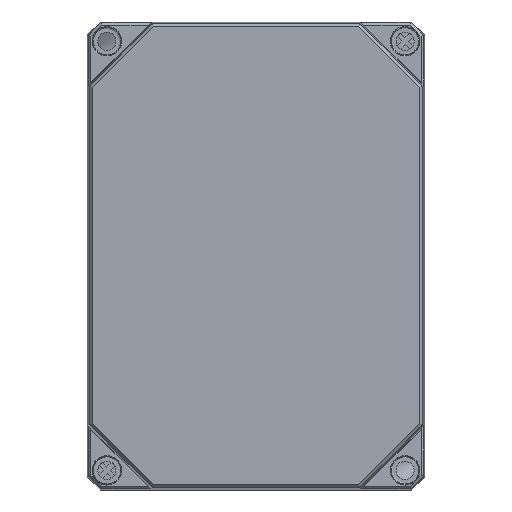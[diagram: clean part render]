
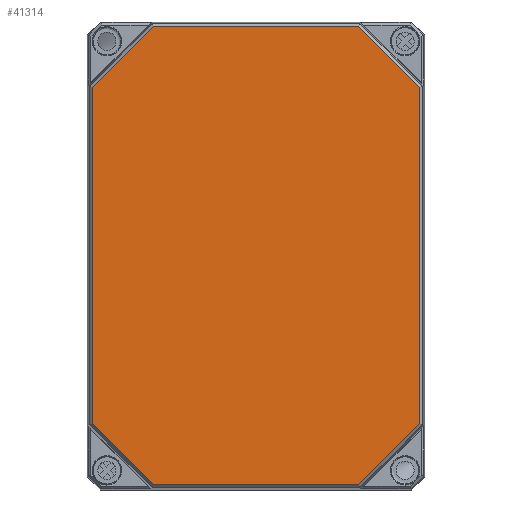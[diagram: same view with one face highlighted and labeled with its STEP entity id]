
A CAD part, top view. The second image highlights one B-rep face of the part: STEP entity #41314.
In plain terms, the highlighted planar face has unit normal (0, 0, 1).
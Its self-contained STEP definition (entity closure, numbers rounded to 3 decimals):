
#2994=PLANE('',#45197);
#5971=LINE('',#77319,#9078);
#5975=LINE('',#77325,#9082);
#5977=LINE('',#77329,#9084);
#5980=LINE('',#77334,#9087);
#5982=LINE('',#77338,#9089);
#5985=LINE('',#77343,#9092);
#5987=LINE('',#77347,#9094);
#5990=LINE('',#77351,#9097);
#9078=VECTOR('',#55586,10.);
#9082=VECTOR('',#55592,10.);
#9084=VECTOR('',#55596,10.);
#9087=VECTOR('',#55601,10.);
#9089=VECTOR('',#55605,10.);
#9092=VECTOR('',#55610,10.);
#9094=VECTOR('',#55614,10.);
#9097=VECTOR('',#55619,10.);
#11996=FACE_OUTER_BOUND('',#14608,.T.);
#14608=EDGE_LOOP('',(#38015,#38016,#38017,#38018,#38019,#38020,#38021,#38022));
#20299=VERTEX_POINT('',#77317);
#20300=VERTEX_POINT('',#77318);
#20301=VERTEX_POINT('',#77324);
#20302=VERTEX_POINT('',#77328);
#20303=VERTEX_POINT('',#77333);
#20304=VERTEX_POINT('',#77337);
#20305=VERTEX_POINT('',#77342);
#20306=VERTEX_POINT('',#77346);
#26237=EDGE_CURVE('',#20299,#20300,#5971,.T.);
#26241=EDGE_CURVE('',#20300,#20301,#5975,.T.);
#26243=EDGE_CURVE('',#20301,#20302,#5977,.T.);
#26246=EDGE_CURVE('',#20302,#20303,#5980,.T.);
#26248=EDGE_CURVE('',#20303,#20304,#5982,.T.);
#26251=EDGE_CURVE('',#20304,#20305,#5985,.T.);
#26253=EDGE_CURVE('',#20305,#20306,#5987,.T.);
#26256=EDGE_CURVE('',#20306,#20299,#5990,.T.);
#38015=ORIENTED_EDGE('',*,*,#26237,.F.);
#38016=ORIENTED_EDGE('',*,*,#26256,.F.);
#38017=ORIENTED_EDGE('',*,*,#26253,.F.);
#38018=ORIENTED_EDGE('',*,*,#26251,.F.);
#38019=ORIENTED_EDGE('',*,*,#26248,.F.);
#38020=ORIENTED_EDGE('',*,*,#26246,.F.);
#38021=ORIENTED_EDGE('',*,*,#26243,.F.);
#38022=ORIENTED_EDGE('',*,*,#26241,.F.);
#41314=ADVANCED_FACE('',(#11996),#2994,.T.);
#45197=AXIS2_PLACEMENT_3D('',#77372,#55634,#55635);
#55586=DIRECTION('',(1.,0.,0.));
#55592=DIRECTION('',(0.707,-0.707,0.));
#55596=DIRECTION('',(0.,-1.,0.));
#55601=DIRECTION('',(-0.707,-0.707,0.));
#55605=DIRECTION('',(-1.,0.,0.));
#55610=DIRECTION('',(-0.707,0.707,0.));
#55614=DIRECTION('',(0.,1.,0.));
#55619=DIRECTION('',(0.707,0.707,0.));
#55634=DIRECTION('center_axis',(0.,0.,1.));
#55635=DIRECTION('ref_axis',(1.,0.,0.));
#77317=CARTESIAN_POINT('',(-39.59,88.443,92.5));
#77318=CARTESIAN_POINT('',(39.59,88.443,92.5));
#77319=CARTESIAN_POINT('',(-30.,88.443,92.5));
#77324=CARTESIAN_POINT('',(63.193,64.84,92.5));
#77325=CARTESIAN_POINT('',(51.589,76.444,92.5));
#77328=CARTESIAN_POINT('',(63.193,-64.84,92.5));
#77329=CARTESIAN_POINT('',(63.193,42.625,92.5));
#77333=CARTESIAN_POINT('',(39.59,-88.443,92.5));
#77334=CARTESIAN_POINT('',(63.819,-64.214,92.5));
#77337=CARTESIAN_POINT('',(-39.59,-88.443,92.5));
#77338=CARTESIAN_POINT('',(30.,-88.443,92.5));
#77342=CARTESIAN_POINT('',(-63.193,-64.84,92.5));
#77343=CARTESIAN_POINT('',(-51.589,-76.444,92.5));
#77346=CARTESIAN_POINT('',(-63.193,64.84,92.5));
#77347=CARTESIAN_POINT('',(-63.193,-42.625,92.5));
#77351=CARTESIAN_POINT('',(-63.819,64.214,92.5));
#77372=CARTESIAN_POINT('Origin',(0.,0.,
92.5));
